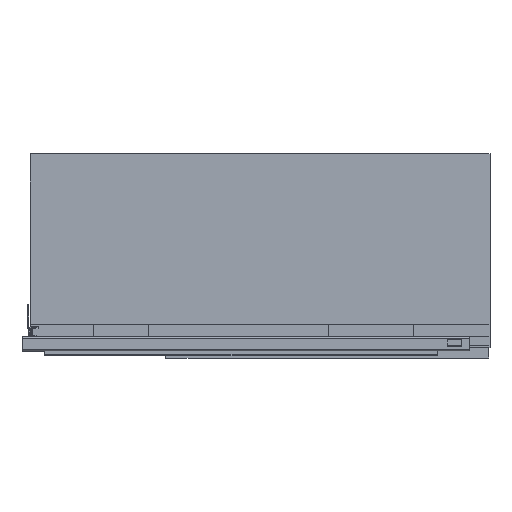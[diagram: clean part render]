
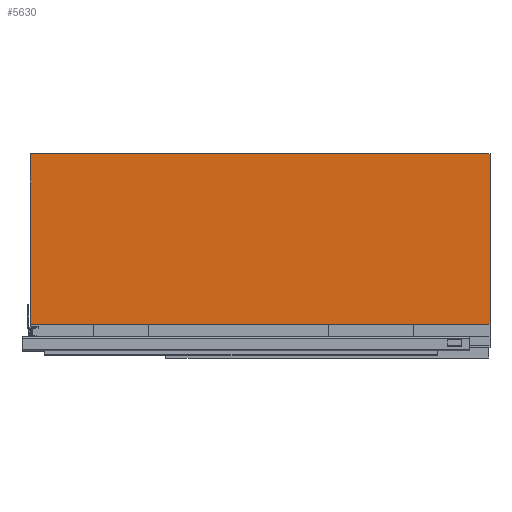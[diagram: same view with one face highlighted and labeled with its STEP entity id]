
A CAD part, top view. The second image highlights one B-rep face of the part: STEP entity #5630.
In plain terms, the highlighted planar face has unit normal (0, 0, 1).
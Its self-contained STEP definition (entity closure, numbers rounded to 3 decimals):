
#662 = EDGE_CURVE ( 'NONE', #2293, #7865, #7160, .T. ) ;
#740 = VECTOR ( 'NONE', #9238, 1000. ) ;
#868 = CARTESIAN_POINT ( 'NONE',  ( -590., 249., 13.5 ) ) ;
#1253 = AXIS2_PLACEMENT_3D ( 'NONE', #1365, #9811, #10414 ) ;
#1365 = CARTESIAN_POINT ( 'NONE',  ( -590., 249., 13.5 ) ) ;
#1507 = LINE ( 'NONE', #5886, #740 ) ;
#2149 = DIRECTION ( 'NONE',  ( 1., 0., 0. ) ) ;
#2293 = VERTEX_POINT ( 'NONE', #2655 ) ;
#2655 = CARTESIAN_POINT ( 'NONE',  ( -590., 30., 13.5 ) ) ;
#2995 = CARTESIAN_POINT ( 'NONE',  ( -590., 30., 13.5 ) ) ;
#3223 = VECTOR ( 'NONE', #7495, 1000. ) ;
#3441 = LINE ( 'NONE', #868, #3223 ) ;
#4017 = ORIENTED_EDGE ( 'NONE', *, *, #6053, .F. ) ;
#4546 = CARTESIAN_POINT ( 'NONE',  ( -590., 249., 13.5 ) ) ;
#5374 = CARTESIAN_POINT ( 'NONE',  ( 0., 249., 13.5 ) ) ;
#5514 = FACE_OUTER_BOUND ( 'NONE', #8822, .T. ) ;
#5597 = ORIENTED_EDGE ( 'NONE', *, *, #8376, .T. ) ;
#5630 = ADVANCED_FACE ( 'NONE', ( #5514 ), #8874, .T. ) ;
#5886 = CARTESIAN_POINT ( 'NONE',  ( 0., 249., 13.5 ) ) ;
#5965 = CARTESIAN_POINT ( 'NONE',  ( 0., 30., 13.5 ) ) ;
#6053 = EDGE_CURVE ( 'NONE', #9153, #7266, #7013, .T. ) ;
#6527 = VECTOR ( 'NONE', #10683, 1000. ) ;
#6578 = CARTESIAN_POINT ( 'NONE',  ( -590., 249., 13.5 ) ) ;
#6610 = ORIENTED_EDGE ( 'NONE', *, *, #662, .T. ) ;
#7001 = EDGE_CURVE ( 'NONE', #7266, #7865, #1507, .T. ) ;
#7013 = LINE ( 'NONE', #4546, #7913 ) ;
#7160 = LINE ( 'NONE', #2995, #6527 ) ;
#7266 = VERTEX_POINT ( 'NONE', #5374 ) ;
#7495 = DIRECTION ( 'NONE',  ( 0., -1., 0. ) ) ;
#7865 = VERTEX_POINT ( 'NONE', #5965 ) ;
#7913 = VECTOR ( 'NONE', #2149, 1000. ) ;
#8376 = EDGE_CURVE ( 'NONE', #9153, #2293, #3441, .T. ) ;
#8822 = EDGE_LOOP ( 'NONE', ( #10835, #4017, #5597, #6610 ) ) ;
#8874 = PLANE ( 'NONE',  #1253 ) ;
#9153 = VERTEX_POINT ( 'NONE', #6578 ) ;
#9238 = DIRECTION ( 'NONE',  ( 0., -1., 0. ) ) ;
#9811 = DIRECTION ( 'NONE',  ( 0., 0., 1. ) ) ;
#10414 = DIRECTION ( 'NONE',  ( 0., -1., 0. ) ) ;
#10683 = DIRECTION ( 'NONE',  ( 1., 0., 0. ) ) ;
#10835 = ORIENTED_EDGE ( 'NONE', *, *, #7001, .F. ) ;
